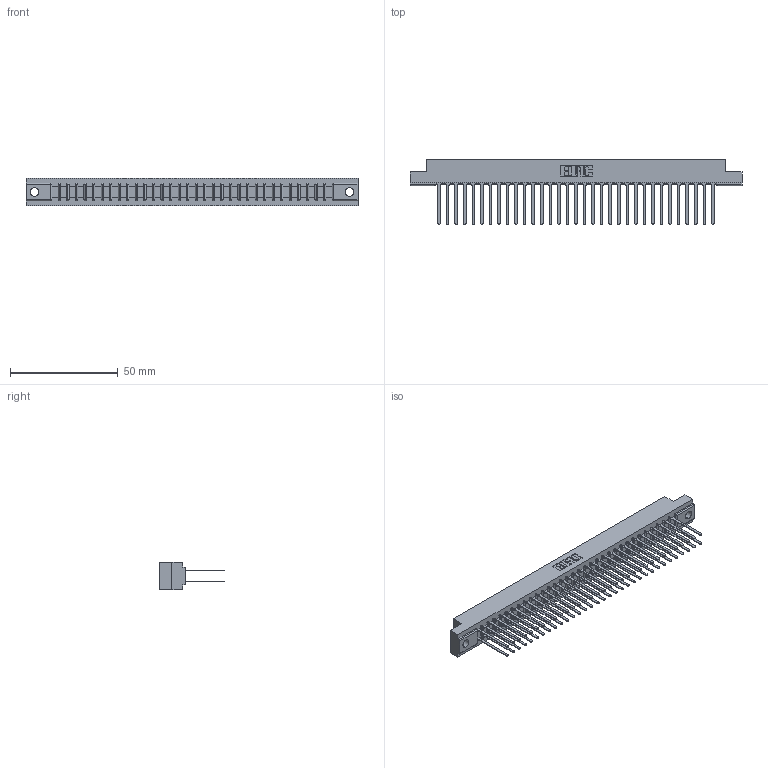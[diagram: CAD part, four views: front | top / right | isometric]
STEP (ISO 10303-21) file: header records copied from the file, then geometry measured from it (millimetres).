
FILE_DESCRIPTION (( 'STEP AP203' ), '1' );
FILE_NAME ('357-066-540-204.STEP', '2018-08-12T17:11:37', ( '' ), ( '' ), 'SwSTEP 2.0', 'SolidWorks 2016', '' );
FILE_SCHEMA (( 'CONFIG_CONTROL_DESIGN' ));
Length unit declared in the file: inch
Products named in the file (3): 307 Part_.156 Dia Mounting Holes; 307-290-001_540; 357-066-540-204
Assembly tree (67 placements, depth 2):
  357-066-540-204
    307 Part_.156 Dia Mounting Holes
    307-290-001_540  x66
Bounding box: 153.77 x 30 x 12.7 mm (x, y, z)
Volume: 16550.6 mm3; surface area: 22103.8 mm2
Topology: 67 solids, 67 shells, 3202 faces, 8939 edges, 5778 vertices
Faces by surface type: plane 2130, cylinder 1004, sphere 68
Entity records: 30842 total; most frequent: CARTESIAN_POINT 5051, ORIENTED_EDGE 5002, DIRECTION 4943, EDGE_CURVE 2501, VECTOR 1923, LINE 1923, VERTEX_POINT 1618, AXIS2_PLACEMENT_3D 1510
